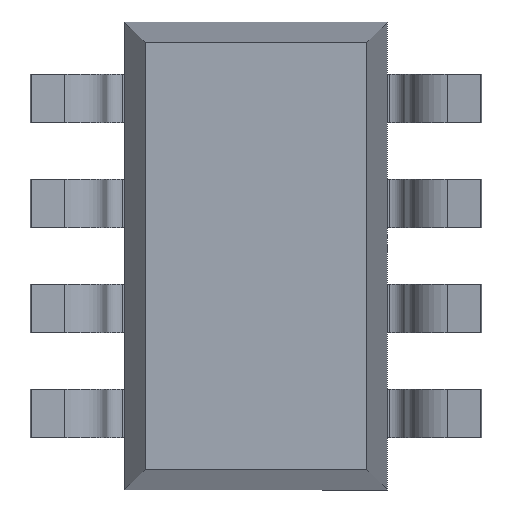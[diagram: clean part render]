
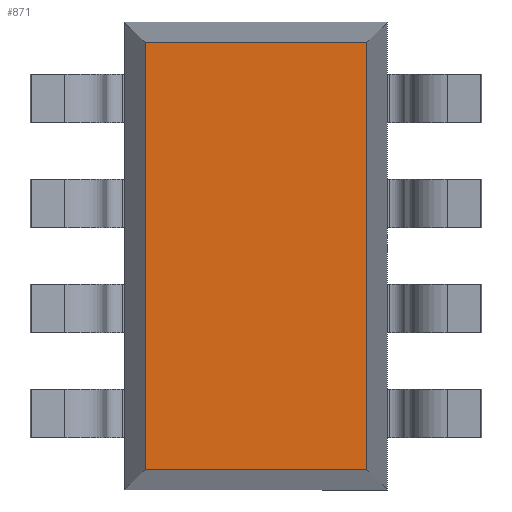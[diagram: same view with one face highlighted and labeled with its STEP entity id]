
A CAD part, front view. The second image highlights one B-rep face of the part: STEP entity #871.
In plain terms, the highlighted planar face has unit normal (0, -1, 0).
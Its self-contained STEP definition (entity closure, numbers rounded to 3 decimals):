
#22 = PLANE ( 'NONE',  #3779 ) ;
#87 = ORIENTED_EDGE ( 'NONE', *, *, #775, .T. ) ;
#141 = ORIENTED_EDGE ( 'NONE', *, *, #1654, .T. ) ;
#399 = CARTESIAN_POINT ( 'NONE',  ( -0.686, 0.15, 1.324 ) ) ;
#507 = VECTOR ( 'NONE', #868, 1000. ) ;
#564 = DIRECTION ( 'NONE',  ( 0., 0., -1. ) ) ;
#625 = DIRECTION ( 'NONE',  ( 0., -1., 0. ) ) ;
#775 = EDGE_CURVE ( 'NONE', #2015, #3080, #1636, .T. ) ;
#787 = CARTESIAN_POINT ( 'NONE',  ( 0.686, 0.15, 1.324 ) ) ;
#868 = DIRECTION ( 'NONE',  ( 0., 0., 1. ) ) ;
#871 = ADVANCED_FACE ( 'NONE', ( #910 ), #22, .T. ) ;
#874 = CARTESIAN_POINT ( 'NONE',  ( -0.686, 0.15, -1.324 ) ) ;
#910 = FACE_OUTER_BOUND ( 'NONE', #2158, .T. ) ;
#1191 = LINE ( 'NONE', #1235, #2012 ) ;
#1235 = CARTESIAN_POINT ( 'NONE',  ( -0.686, 0.15, 1.45 ) ) ;
#1344 = LINE ( 'NONE', #2213, #2755 ) ;
#1527 = ORIENTED_EDGE ( 'NONE', *, *, #1846, .T. ) ;
#1636 = LINE ( 'NONE', #2586, #507 ) ;
#1654 = EDGE_CURVE ( 'NONE', #1752, #2015, #3002, .T. ) ;
#1666 = ORIENTED_EDGE ( 'NONE', *, *, #3139, .T. ) ;
#1752 = VERTEX_POINT ( 'NONE', #874 ) ;
#1775 = DIRECTION ( 'NONE',  ( 1., 0., 0. ) ) ;
#1846 = EDGE_CURVE ( 'NONE', #3080, #1913, #1344, .T. ) ;
#1913 = VERTEX_POINT ( 'NONE', #399 ) ;
#2012 = VECTOR ( 'NONE', #3956, 1000. ) ;
#2015 = VERTEX_POINT ( 'NONE', #2358 ) ;
#2087 = CARTESIAN_POINT ( 'NONE',  ( 0., 0.15, 0. ) ) ;
#2122 = CARTESIAN_POINT ( 'NONE',  ( -0.812, 0.15, -1.324 ) ) ;
#2158 = EDGE_LOOP ( 'NONE', ( #141, #87, #1527, #1666 ) ) ;
#2213 = CARTESIAN_POINT ( 'NONE',  ( 0.813, 0.15, 1.324 ) ) ;
#2358 = CARTESIAN_POINT ( 'NONE',  ( 0.686, 0.15, -1.324 ) ) ;
#2586 = CARTESIAN_POINT ( 'NONE',  ( 0.686, 0.15, -1.45 ) ) ;
#2755 = VECTOR ( 'NONE', #3155, 1000. ) ;
#3002 = LINE ( 'NONE', #2122, #3920 ) ;
#3080 = VERTEX_POINT ( 'NONE', #787 ) ;
#3139 = EDGE_CURVE ( 'NONE', #1913, #1752, #1191, .T. ) ;
#3155 = DIRECTION ( 'NONE',  ( -1., 0., 0. ) ) ;
#3779 = AXIS2_PLACEMENT_3D ( 'NONE', #2087, #625, #564 ) ;
#3920 = VECTOR ( 'NONE', #1775, 1000. ) ;
#3956 = DIRECTION ( 'NONE',  ( 0., 0., -1. ) ) ;
